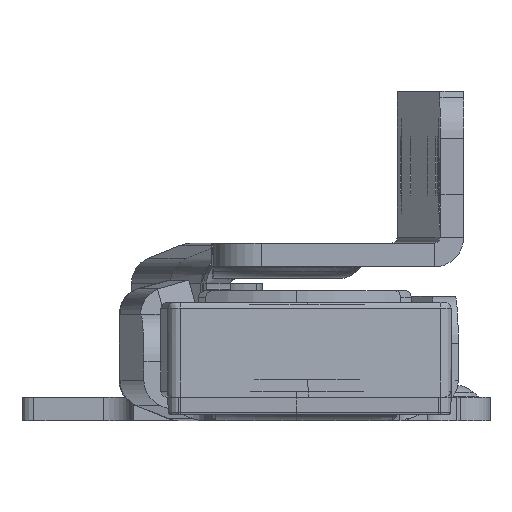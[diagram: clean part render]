
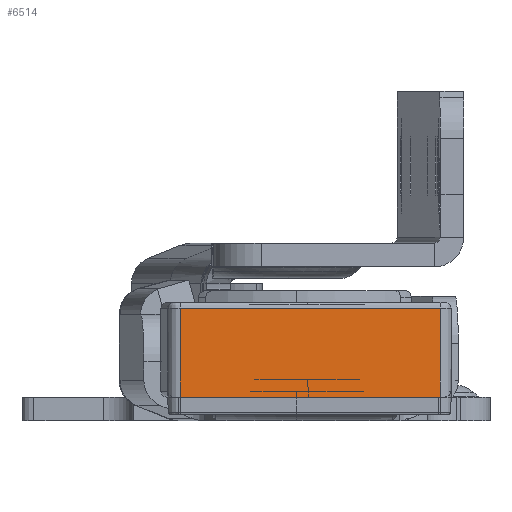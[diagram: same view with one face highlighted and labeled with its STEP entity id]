
A CAD part, left-side view. The second image highlights one B-rep face of the part: STEP entity #6514.
In plain terms, the highlighted face is planar.
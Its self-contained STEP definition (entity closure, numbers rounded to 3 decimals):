
#425 = LINE ( 'NONE', #2901, #10526 ) ;
#651 = VERTEX_POINT ( 'NONE', #8522 ) ;
#1080 = CARTESIAN_POINT ( 'NONE',  ( 10., 11., 0.5 ) ) ;
#1294 = DIRECTION ( 'NONE',  ( 0., 0., -1. ) ) ;
#1387 = EDGE_CURVE ( 'NONE', #13051, #3590, #7943, .T. ) ;
#1388 = EDGE_CURVE ( 'NONE', #651, #11153, #9032, .T. ) ;
#1422 = VECTOR ( 'NONE', #2158, 1000. ) ;
#1878 = EDGE_CURVE ( 'NONE', #3590, #651, #425, .T. ) ;
#2158 = DIRECTION ( 'NONE',  ( 0., 1., 0. ) ) ;
#2566 = DIRECTION ( 'NONE',  ( 0., 0., -1. ) ) ;
#2901 = CARTESIAN_POINT ( 'NONE',  ( 10., -11., 8. ) ) ;
#3014 = ORIENTED_EDGE ( 'NONE', *, *, #1878, .T. ) ;
#3590 = VERTEX_POINT ( 'NONE', #14585 ) ;
#3774 = VECTOR ( 'NONE', #2566, 1000. ) ;
#4331 = CARTESIAN_POINT ( 'NONE',  ( 10., 11., 8. ) ) ;
#4664 = CARTESIAN_POINT ( 'NONE',  ( 10., 11., 8. ) ) ;
#4701 = FACE_OUTER_BOUND ( 'NONE', #5953, .T. ) ;
#5626 = AXIS2_PLACEMENT_3D ( 'NONE', #14075, #8392, #1294 ) ;
#5953 = EDGE_LOOP ( 'NONE', ( #3014, #5967, #11286, #11441 ) ) ;
#5967 = ORIENTED_EDGE ( 'NONE', *, *, #1388, .T. ) ;
#6444 = DIRECTION ( 'NONE',  ( 0., 0., -1. ) ) ;
#6514 = ADVANCED_FACE ( 'NONE', ( #4701 ), #13153, .T. ) ;
#7943 = LINE ( 'NONE', #4331, #8078 ) ;
#8078 = VECTOR ( 'NONE', #12636, 1000. ) ;
#8392 = DIRECTION ( 'NONE',  ( 1., 0., 0. ) ) ;
#8460 = EDGE_CURVE ( 'NONE', #13051, #11153, #10670, .T. ) ;
#8522 = CARTESIAN_POINT ( 'NONE',  ( 10., -11., 0.5 ) ) ;
#9032 = LINE ( 'NONE', #13719, #1422 ) ;
#9518 = CARTESIAN_POINT ( 'NONE',  ( 10., 11., 8. ) ) ;
#10526 = VECTOR ( 'NONE', #6444, 1000. ) ;
#10670 = LINE ( 'NONE', #9518, #3774 ) ;
#11153 = VERTEX_POINT ( 'NONE', #1080 ) ;
#11286 = ORIENTED_EDGE ( 'NONE', *, *, #8460, .F. ) ;
#11441 = ORIENTED_EDGE ( 'NONE', *, *, #1387, .T. ) ;
#12636 = DIRECTION ( 'NONE',  ( 0., -1., 0. ) ) ;
#13051 = VERTEX_POINT ( 'NONE', #4664 ) ;
#13153 = PLANE ( 'NONE',  #5626 ) ;
#13719 = CARTESIAN_POINT ( 'NONE',  ( 10., 11., 0.5 ) ) ;
#14075 = CARTESIAN_POINT ( 'NONE',  ( 10., 11., 8. ) ) ;
#14585 = CARTESIAN_POINT ( 'NONE',  ( 10., -11., 8. ) ) ;
